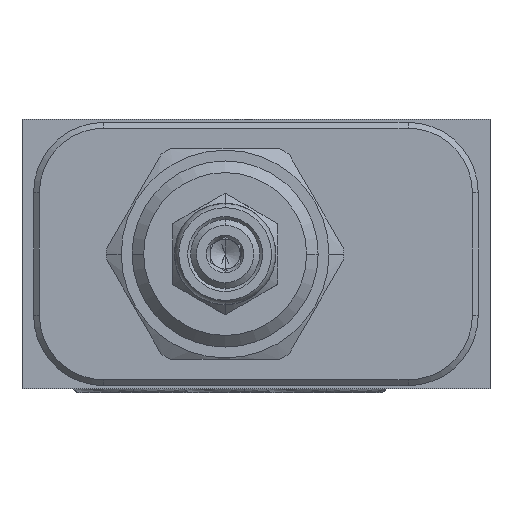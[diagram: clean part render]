
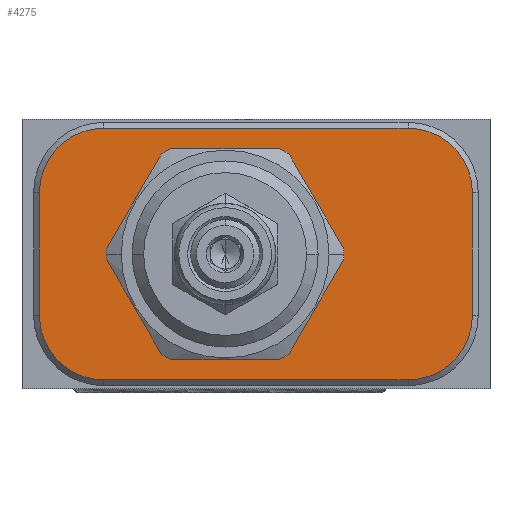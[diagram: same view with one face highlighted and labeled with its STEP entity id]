
A CAD part, left-side view. The second image highlights one B-rep face of the part: STEP entity #4275.
In plain terms, the highlighted planar face has unit normal (-1, 0, 0).
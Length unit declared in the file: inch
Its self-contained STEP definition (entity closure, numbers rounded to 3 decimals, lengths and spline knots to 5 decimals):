
#1470=CARTESIAN_POINT('',(0.,-1.085,0.719));
#1471=DIRECTION('',(1.,0.,0.));
#1472=DIRECTION('',(0.,0.,-1.));
#1473=AXIS2_PLACEMENT_3D('',#1470,#1471,#1472);
#1475=CARTESIAN_POINT('',(0.,-1.085,0.719));
#1476=DIRECTION('',(1.,0.,0.));
#1477=DIRECTION('',(0.,0.,1.));
#1478=AXIS2_PLACEMENT_3D('',#1475,#1476,#1477);
#1480=CARTESIAN_POINT('',(0.,-2.062,1.047));
#1481=DIRECTION('',(1.,0.,0.));
#1482=DIRECTION('',(0.,0.,1.));
#1483=AXIS2_PLACEMENT_3D('',#1480,#1481,#1482);
#1494=DIRECTION('',(0.,-1.,0.));
#1495=VECTOR('',#1494,1.625);
#1496=CARTESIAN_POINT('',(0.,-0.437,1.391));
#1497=LINE('',#1496,#1495);
#1506=CARTESIAN_POINT('',(0.,-0.437,1.047));
#1507=DIRECTION('',(1.,0.,0.));
#1508=DIRECTION('',(0.,1.,0.));
#1509=AXIS2_PLACEMENT_3D('',#1506,#1507,#1508);
#1520=DIRECTION('',(0.,0.,1.));
#1521=VECTOR('',#1520,0.656);
#1522=CARTESIAN_POINT('',(0.,-0.093,0.391));
#1523=LINE('',#1522,#1521);
#1532=CARTESIAN_POINT('',(0.,-0.437,0.391));
#1533=DIRECTION('',(1.,0.,0.));
#1534=DIRECTION('',(0.,0.,-1.));
#1535=AXIS2_PLACEMENT_3D('',#1532,#1533,#1534);
#1546=DIRECTION('',(0.,1.,0.));
#1547=VECTOR('',#1546,1.625);
#1548=CARTESIAN_POINT('',(0.,-2.062,0.047));
#1549=LINE('',#1548,#1547);
#1554=CARTESIAN_POINT('',(0.,-2.062,0.391));
#1555=DIRECTION('',(1.,0.,0.));
#1556=DIRECTION('',(0.,-1.,0.));
#1557=AXIS2_PLACEMENT_3D('',#1554,#1555,#1556);
#1572=DIRECTION('',(0.,0.,-1.));
#1573=VECTOR('',#1572,0.656);
#1574=CARTESIAN_POINT('',(0.,-2.406,1.047));
#1575=LINE('',#1574,#1573);
#3150=CARTESIAN_POINT('',(0.,-1.085,0.179));
#3151=CARTESIAN_POINT('',(0.,-1.085,1.259));
#3152=VERTEX_POINT('',#3150);
#3153=VERTEX_POINT('',#3151);
#3226=CARTESIAN_POINT('',(0.,-2.062,0.047));
#3227=CARTESIAN_POINT('',(0.,-0.437,0.047));
#3228=VERTEX_POINT('',#3226);
#3229=VERTEX_POINT('',#3227);
#3234=CARTESIAN_POINT('',(0.,-0.093,0.391));
#3235=VERTEX_POINT('',#3234);
#3238=CARTESIAN_POINT('',(0.,-0.093,1.047));
#3239=VERTEX_POINT('',#3238);
#3242=CARTESIAN_POINT('',(0.,-0.437,1.391));
#3243=VERTEX_POINT('',#3242);
#3246=CARTESIAN_POINT('',(0.,-2.062,1.391));
#3247=VERTEX_POINT('',#3246);
#3250=CARTESIAN_POINT('',(0.,-2.406,1.047));
#3251=VERTEX_POINT('',#3250);
#3254=CARTESIAN_POINT('',(0.,-2.406,0.391));
#3255=VERTEX_POINT('',#3254);
#4247=CARTESIAN_POINT('',(0.,0.,0.));
#4248=DIRECTION('',(-1.,0.,0.));
#4249=DIRECTION('',(0.,-1.,0.));
#4250=AXIS2_PLACEMENT_3D('',#4247,#4248,#4249);
#4251=PLANE('',#4250);
#4253=ORIENTED_EDGE('',*,*,#4252,.T.);
#4255=ORIENTED_EDGE('',*,*,#4254,.T.);
#4257=ORIENTED_EDGE('',*,*,#4256,.T.);
#4259=ORIENTED_EDGE('',*,*,#4258,.T.);
#4261=ORIENTED_EDGE('',*,*,#4260,.T.);
#4263=ORIENTED_EDGE('',*,*,#4262,.T.);
#4265=ORIENTED_EDGE('',*,*,#4264,.T.);
#4267=ORIENTED_EDGE('',*,*,#4266,.T.);
#4268=EDGE_LOOP('',(#4253,#4255,#4257,#4259,#4261,#4263,#4265,#4267));
#4269=FACE_OUTER_BOUND('',#4268,.F.);
#4271=ORIENTED_EDGE('',*,*,#4270,.F.);
#4272=ORIENTED_EDGE('',*,*,#4237,.F.);
#4273=EDGE_LOOP('',(#4271,#4272));
#4274=FACE_BOUND('',#4273,.F.);
#4275=ADVANCED_FACE('',(#4269,#4274),#4251,.T.);
#1474=CIRCLE('',#1473,0.54);
#1479=CIRCLE('',#1478,0.54);
#1484=CIRCLE('',#1483,0.344);
#1510=CIRCLE('',#1509,0.344);
#1536=CIRCLE('',#1535,0.344);
#1558=CIRCLE('',#1557,0.344);
#4237=EDGE_CURVE('',#3153,#3152,#1479,.T.);
#4252=EDGE_CURVE('',#3247,#3251,#1484,.T.);
#4254=EDGE_CURVE('',#3251,#3255,#1575,.T.);
#4256=EDGE_CURVE('',#3255,#3228,#1558,.T.);
#4258=EDGE_CURVE('',#3228,#3229,#1549,.T.);
#4260=EDGE_CURVE('',#3229,#3235,#1536,.T.);
#4262=EDGE_CURVE('',#3235,#3239,#1523,.T.);
#4264=EDGE_CURVE('',#3239,#3243,#1510,.T.);
#4266=EDGE_CURVE('',#3243,#3247,#1497,.T.);
#4270=EDGE_CURVE('',#3152,#3153,#1474,.T.);
